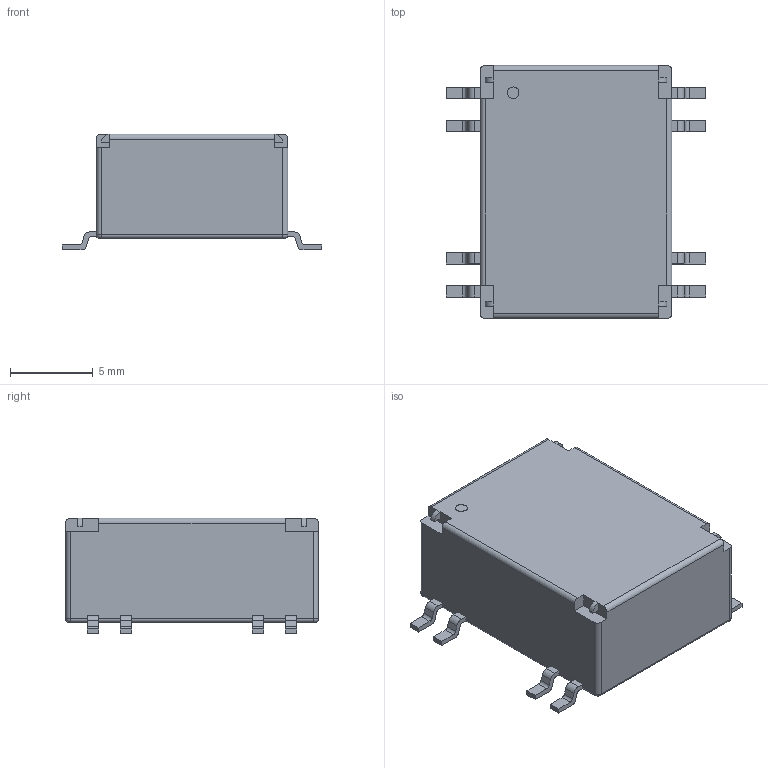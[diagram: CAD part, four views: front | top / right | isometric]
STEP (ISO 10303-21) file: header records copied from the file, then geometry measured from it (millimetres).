
FILE_DESCRIPTION (( 'STEP AP214' ), '1' );
FILE_NAME ('RMR-031.STEP', '2026-02-04T05:29:46', ( '' ), ( '' ), 'SwSTEP 2.0', 'SolidWorks 2024', '' );
FILE_SCHEMA (( 'AUTOMOTIVE_DESIGN' ));
Length unit declared in the file: millimetre
Products named in the file (3): RMR-031-BODY_默认; RMR-031; RMR-031-PIN_默认
Assembly tree (9 placements, depth 2):
  RMR-031
    RMR-031-BODY_默认
    RMR-031-PIN_默认  x8
Bounding box: 15.7 x 15.3 x 7 mm (x, y, z)
Volume: 1117.5 mm3; surface area: 742.4 mm2
Topology: 9 solids, 9 shells, 165 faces, 422 edges, 276 vertices
Faces by surface type: plane 111, cylinder 50, torus 4
Entity records: 2148 total; most frequent: DIRECTION 376, CARTESIAN_POINT 357, ORIENTED_EDGE 340, EDGE_CURVE 170, AXIS2_PLACEMENT_3D 127, LINE 122, VECTOR 122, VERTEX_POINT 108
